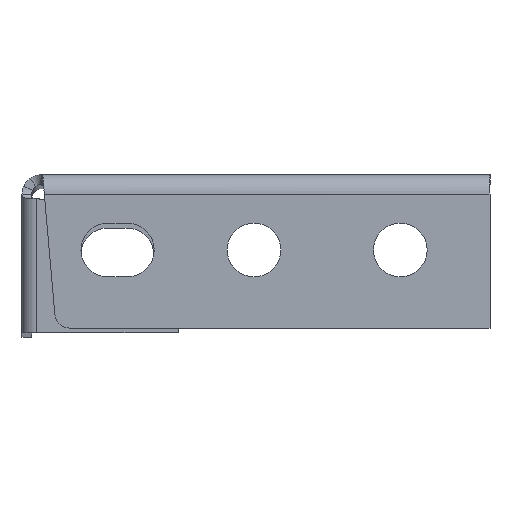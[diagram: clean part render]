
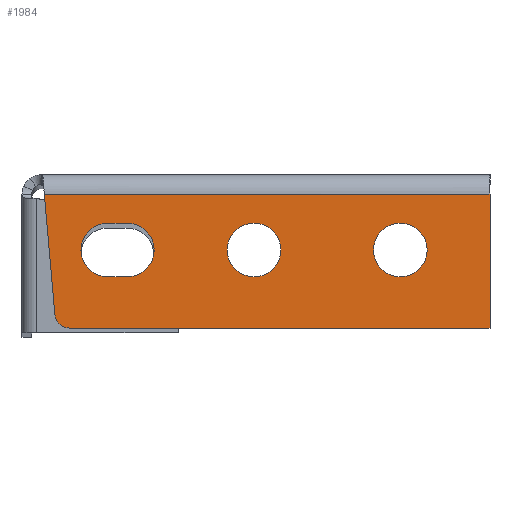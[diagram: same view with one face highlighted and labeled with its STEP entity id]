
A CAD part, top view. The second image highlights one B-rep face of the part: STEP entity #1984.
In plain terms, the highlighted planar face has unit normal (0, 0, 1).
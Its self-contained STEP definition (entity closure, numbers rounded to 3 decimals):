
#93=FACE_BOUND('',#325,.T.);
#94=FACE_BOUND('',#326,.T.);
#95=FACE_BOUND('',#327,.T.);
#137=CIRCLE('',#2140,3.);
#138=CIRCLE('',#2141,5.5);
#139=CIRCLE('',#2142,5.5);
#140=CIRCLE('',#2143,5.5);
#141=CIRCLE('',#2144,5.5);
#206=FACE_OUTER_BOUND('',#324,.T.);
#324=EDGE_LOOP('',(#1340,#1341,#1342,#1343,#1344));
#325=EDGE_LOOP('',(#1345));
#326=EDGE_LOOP('',(#1346,#1347,#1348,#1349));
#327=EDGE_LOOP('',(#1350));
#450=LINE('',#2878,#630);
#492=LINE('',#3016,#672);
#493=LINE('',#3018,#673);
#494=LINE('',#3020,#674);
#495=LINE('',#3028,#675);
#496=LINE('',#3031,#676);
#630=VECTOR('',#2312,10.);
#672=VECTOR('',#2416,10.);
#673=VECTOR('',#2417,10.);
#674=VECTOR('',#2418,10.);
#675=VECTOR('',#2425,10.);
#676=VECTOR('',#2428,10.);
#809=VERTEX_POINT('',#2875);
#810=VERTEX_POINT('',#2877);
#875=VERTEX_POINT('',#3015);
#876=VERTEX_POINT('',#3017);
#877=VERTEX_POINT('',#3019);
#878=VERTEX_POINT('',#3022);
#879=VERTEX_POINT('',#3024);
#880=VERTEX_POINT('',#3025);
#881=VERTEX_POINT('',#3027);
#882=VERTEX_POINT('',#3029);
#883=VERTEX_POINT('',#3032);
#988=EDGE_CURVE('',#809,#810,#450,.T.);
#1056=EDGE_CURVE('',#875,#809,#492,.T.);
#1057=EDGE_CURVE('',#875,#876,#493,.T.);
#1058=EDGE_CURVE('',#877,#876,#494,.T.);
#1059=EDGE_CURVE('',#810,#877,#137,.T.);
#1060=EDGE_CURVE('',#878,#878,#138,.T.);
#1061=EDGE_CURVE('',#879,#880,#139,.T.);
#1062=EDGE_CURVE('',#880,#881,#495,.T.);
#1063=EDGE_CURVE('',#881,#882,#140,.T.);
#1064=EDGE_CURVE('',#882,#879,#496,.T.);
#1065=EDGE_CURVE('',#883,#883,#141,.T.);
#1340=ORIENTED_EDGE('',*,*,#1056,.F.);
#1341=ORIENTED_EDGE('',*,*,#1057,.T.);
#1342=ORIENTED_EDGE('',*,*,#1058,.F.);
#1343=ORIENTED_EDGE('',*,*,#1059,.F.);
#1344=ORIENTED_EDGE('',*,*,#988,.F.);
#1345=ORIENTED_EDGE('',*,*,#1060,.T.);
#1346=ORIENTED_EDGE('',*,*,#1061,.T.);
#1347=ORIENTED_EDGE('',*,*,#1062,.T.);
#1348=ORIENTED_EDGE('',*,*,#1063,.T.);
#1349=ORIENTED_EDGE('',*,*,#1064,.T.);
#1350=ORIENTED_EDGE('',*,*,#1065,.T.);
#1826=PLANE('',#2139);
#1984=ADVANCED_FACE('',(#206,#93,#94,#95),#1826,.T.);
#2139=AXIS2_PLACEMENT_3D('',#3014,#2414,#2415);
#2140=AXIS2_PLACEMENT_3D('',#3021,#2419,#2420);
#2141=AXIS2_PLACEMENT_3D('',#3023,#2421,#2422);
#2142=AXIS2_PLACEMENT_3D('',#3026,#2423,#2424);
#2143=AXIS2_PLACEMENT_3D('',#3030,#2426,#2427);
#2144=AXIS2_PLACEMENT_3D('',#3033,#2429,#2430);
#2312=DIRECTION('',(-1.,0.,0.));
#2414=DIRECTION('center_axis',(0.,0.,
1.));
#2415=DIRECTION('ref_axis',(0.,-1.,0.));
#2416=DIRECTION('',(0.,-1.,0.));
#2417=DIRECTION('',(-1.,0.,0.));
#2418=DIRECTION('',(-0.087,0.996,0.));
#2419=DIRECTION('center_axis',(0.,0.,
-1.));
#2420=DIRECTION('ref_axis',(-0.676,-0.737,0.));
#2421=DIRECTION('center_axis',(0.,0.,
-1.));
#2422=DIRECTION('ref_axis',(1.,0.,0.));
#2423=DIRECTION('center_axis',(0.,0.,
-1.));
#2424=DIRECTION('ref_axis',(0.,1.,0.));
#2425=DIRECTION('',(1.,0.,0.));
#2426=DIRECTION('center_axis',(0.,0.,
-1.));
#2427=DIRECTION('ref_axis',(0.,-1.,0.));
#2428=DIRECTION('',(-1.,0.,0.));
#2429=DIRECTION('center_axis',(0.,0.,
-1.));
#2430=DIRECTION('ref_axis',(1.,0.,0.));
#2875=CARTESIAN_POINT('',(0.,-29.476,-28.));
#2877=CARTESIAN_POINT('',(-86.267,-29.476,-28.));
#2878=CARTESIAN_POINT('',(-89.016,-29.476,-28.));
#3014=CARTESIAN_POINT('Origin',(-63.768,239.576,-28.));
#3015=CARTESIAN_POINT('',(0.,-2.,-28.));
#3016=CARTESIAN_POINT('',(0.,-29.476,-28.));
#3017=CARTESIAN_POINT('',(-91.42,-2.,-28.));
#3018=CARTESIAN_POINT('',(-77.594,-2.,-28.));
#3019=CARTESIAN_POINT('',(-89.256,-26.738,-28.));
#3020=CARTESIAN_POINT('',(-91.831,2.698,-28.));
#3021=CARTESIAN_POINT('Origin',(-86.267,-26.476,-28.));
#3022=CARTESIAN_POINT('',(-53.9,-13.476,-28.));
#3023=CARTESIAN_POINT('Origin',(-48.4,-13.476,-28.));
#3024=CARTESIAN_POINT('',(-78.4,-18.976,-28.));
#3025=CARTESIAN_POINT('',(-78.4,-7.976,-28.));
#3026=CARTESIAN_POINT('Origin',(-78.4,-13.476,-28.));
#3027=CARTESIAN_POINT('',(-74.4,-7.976,-28.));
#3028=CARTESIAN_POINT('',(-71.084,-7.976,-28.));
#3029=CARTESIAN_POINT('',(-74.4,-18.976,-28.));
#3030=CARTESIAN_POINT('Origin',(-74.4,-13.476,-28.));
#3031=CARTESIAN_POINT('',(-69.084,-18.976,-28.));
#3032=CARTESIAN_POINT('',(-23.9,-13.476,-28.));
#3033=CARTESIAN_POINT('Origin',(-18.4,-13.476,-28.));
